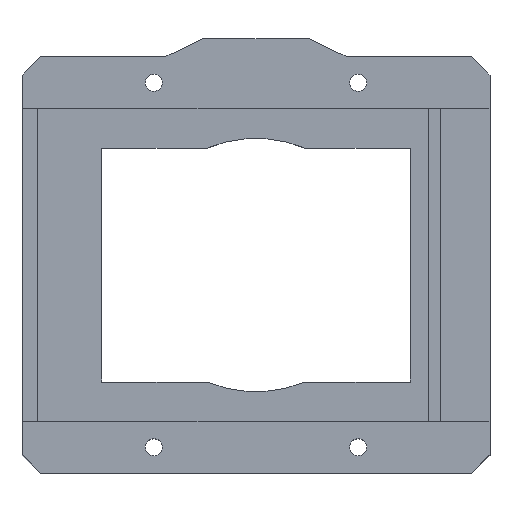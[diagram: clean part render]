
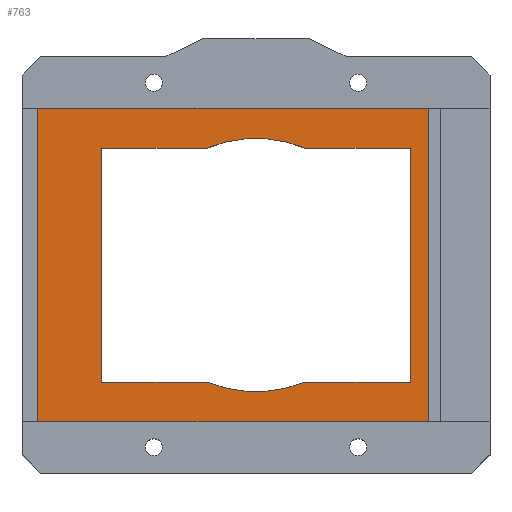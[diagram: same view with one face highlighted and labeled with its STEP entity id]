
A CAD part, top view. The second image highlights one B-rep face of the part: STEP entity #763.
In plain terms, the highlighted planar face has unit normal (0, 0, 1).
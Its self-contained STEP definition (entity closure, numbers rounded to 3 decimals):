
#736 = EDGE_CURVE('',#737,#739,#741,.T.);
#737 = VERTEX_POINT('',#738);
#738 = CARTESIAN_POINT('',(43.5,-39.55,14.7));
#739 = VERTEX_POINT('',#740);
#740 = CARTESIAN_POINT('',(43.5,39.55,14.7));
#741 = LINE('',#742,#743);
#742 = CARTESIAN_POINT('',(43.5,19.775,14.7));
#743 = VECTOR('',#744,1.);
#744 = DIRECTION('',(0.,1.,0.));
#763 = ADVANCED_FACE('',(#764,#789),#857,.T.);
#764 = FACE_BOUND('',#765,.T.);
#765 = EDGE_LOOP('',(#766,#774,#782,#788));
#766 = ORIENTED_EDGE('',*,*,#767,.T.);
#767 = EDGE_CURVE('',#739,#768,#770,.T.);
#768 = VERTEX_POINT('',#769);
#769 = CARTESIAN_POINT('',(-55.1,39.55,14.7));
#770 = LINE('',#771,#772);
#771 = CARTESIAN_POINT('',(59.1,39.55,14.7));
#772 = VECTOR('',#773,1.);
#773 = DIRECTION('',(-1.,0.,0.));
#774 = ORIENTED_EDGE('',*,*,#775,.T.);
#775 = EDGE_CURVE('',#768,#776,#778,.T.);
#776 = VERTEX_POINT('',#777);
#777 = CARTESIAN_POINT('',(-55.1,-39.55,14.7));
#778 = LINE('',#779,#780);
#779 = CARTESIAN_POINT('',(-55.1,39.55,14.7));
#780 = VECTOR('',#781,1.);
#781 = DIRECTION('',(0.,-1.,0.));
#782 = ORIENTED_EDGE('',*,*,#783,.T.);
#783 = EDGE_CURVE('',#776,#737,#784,.T.);
#784 = LINE('',#785,#786);
#785 = CARTESIAN_POINT('',(-55.1,-39.55,14.7));
#786 = VECTOR('',#787,1.);
#787 = DIRECTION('',(1.,0.,0.));
#788 = ORIENTED_EDGE('',*,*,#736,.T.);
#789 = FACE_BOUND('',#790,.T.);
#790 = EDGE_LOOP('',(#791,#801,#809,#818,#826,#834,#842,#851));
#791 = ORIENTED_EDGE('',*,*,#792,.F.);
#792 = EDGE_CURVE('',#793,#795,#797,.T.);
#793 = VERTEX_POINT('',#794);
#794 = CARTESIAN_POINT('',(-39.,29.55,14.7));
#795 = VERTEX_POINT('',#796);
#796 = CARTESIAN_POINT('',(-39.,-29.55,14.7));
#797 = LINE('',#798,#799);
#798 = CARTESIAN_POINT('',(-39.,29.55,14.7));
#799 = VECTOR('',#800,1.);
#800 = DIRECTION('',(0.,-1.,0.));
#801 = ORIENTED_EDGE('',*,*,#802,.F.);
#802 = EDGE_CURVE('',#803,#793,#805,.T.);
#803 = VERTEX_POINT('',#804);
#804 = CARTESIAN_POINT('',(-12.28,29.55,14.7));
#805 = LINE('',#806,#807);
#806 = CARTESIAN_POINT('',(39.,29.55,14.7));
#807 = VECTOR('',#808,1.);
#808 = DIRECTION('',(-1.,0.,0.));
#809 = ORIENTED_EDGE('',*,*,#810,.F.);
#810 = EDGE_CURVE('',#811,#803,#813,.T.);
#811 = VERTEX_POINT('',#812);
#812 = CARTESIAN_POINT('',(12.28,29.55,14.7));
#813 = CIRCLE('',#814,32.);
#814 = AXIS2_PLACEMENT_3D('',#815,#816,#817);
#815 = CARTESIAN_POINT('',(0.,0.,14.7));
#816 = DIRECTION('',(0.,0.,1.));
#817 = DIRECTION('',(1.,0.,0.));
#818 = ORIENTED_EDGE('',*,*,#819,.F.);
#819 = EDGE_CURVE('',#820,#811,#822,.T.);
#820 = VERTEX_POINT('',#821);
#821 = CARTESIAN_POINT('',(39.,29.55,14.7));
#822 = LINE('',#823,#824);
#823 = CARTESIAN_POINT('',(39.,29.55,14.7));
#824 = VECTOR('',#825,1.);
#825 = DIRECTION('',(-1.,0.,0.));
#826 = ORIENTED_EDGE('',*,*,#827,.F.);
#827 = EDGE_CURVE('',#828,#820,#830,.T.);
#828 = VERTEX_POINT('',#829);
#829 = CARTESIAN_POINT('',(39.,-29.55,14.7));
#830 = LINE('',#831,#832);
#831 = CARTESIAN_POINT('',(39.,-29.55,14.7));
#832 = VECTOR('',#833,1.);
#833 = DIRECTION('',(0.,1.,0.));
#834 = ORIENTED_EDGE('',*,*,#835,.F.);
#835 = EDGE_CURVE('',#836,#828,#838,.T.);
#836 = VERTEX_POINT('',#837);
#837 = CARTESIAN_POINT('',(12.28,-29.55,14.7));
#838 = LINE('',#839,#840);
#839 = CARTESIAN_POINT('',(-39.,-29.55,14.7));
#840 = VECTOR('',#841,1.);
#841 = DIRECTION('',(1.,0.,0.));
#842 = ORIENTED_EDGE('',*,*,#843,.F.);
#843 = EDGE_CURVE('',#844,#836,#846,.T.);
#844 = VERTEX_POINT('',#845);
#845 = CARTESIAN_POINT('',(-12.28,-29.55,14.7));
#846 = CIRCLE('',#847,32.);
#847 = AXIS2_PLACEMENT_3D('',#848,#849,#850);
#848 = CARTESIAN_POINT('',(0.,0.,14.7));
#849 = DIRECTION('',(0.,0.,1.));
#850 = DIRECTION('',(1.,0.,0.));
#851 = ORIENTED_EDGE('',*,*,#852,.F.);
#852 = EDGE_CURVE('',#795,#844,#853,.T.);
#853 = LINE('',#854,#855);
#854 = CARTESIAN_POINT('',(-39.,-29.55,14.7));
#855 = VECTOR('',#856,1.);
#856 = DIRECTION('',(1.,0.,0.));
#857 = PLANE('',#858);
#858 = AXIS2_PLACEMENT_3D('',#859,#860,#861);
#859 = CARTESIAN_POINT('',(2.,0.,14.7));
#860 = DIRECTION('',(0.,0.,1.));
#861 = DIRECTION('',(1.,0.,0.));
